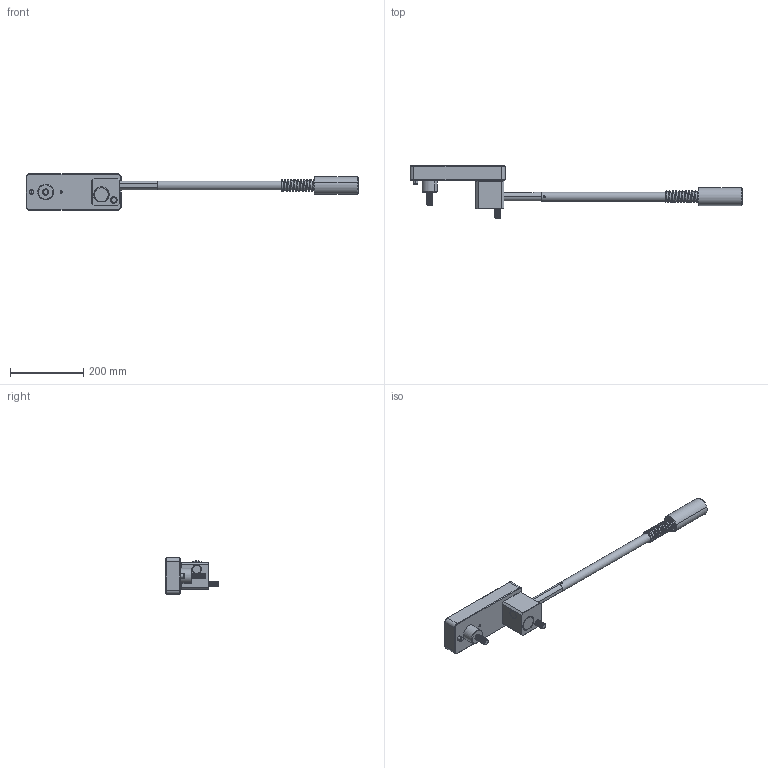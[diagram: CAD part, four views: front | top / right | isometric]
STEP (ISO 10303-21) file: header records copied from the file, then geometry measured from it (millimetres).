
FILE_DESCRIPTION (( 'STEP AP214' ), '1' );
FILE_NAME ('as764040.stp', '2025-03-05T15:31:57', ( '' ), ( '' ), 'SwSTEP 2.0', 'SolidWorks 2021', '' );
FILE_SCHEMA (( 'AUTOMOTIVE_DESIGN' ));
Length unit declared in the file: millimetre
Products named in the file (19): 9AS764040-DC_SIN PASADOR; 9PB060700; 1DIN9121060_DIN 912 M10 x 50 --- 50C; 9AS764040-D2; AS764040-G_AL46; 3IMAN6X3-150; 9AS764040-B_sin ranuras; 1PCI632526; 9AS764040-E; 9AS764040-C_sin ranuras; 9AS764040-D1; 1PCI6325424; 3MUELLE-AS76_Expandido ; 1PCI63251224; 9AS582430-D4; as764040; 9AS764040-F_DIN 912 M12 x 40 --- 40C; 9AS462025-D3; 9AS764040-A_46
Assembly tree (22 placements, depth 3):
  as764040
    9AS764040-A_46
    9AS764040-B_sin ranuras
    9AS764040-C_sin ranuras
    9AS764040-DC_SIN PASADOR
      9AS764040-D1
      9AS764040-D2
      9AS462025-D3
      9AS582430-D4
      9AS764040-F_DIN 912 M12 x 40 --- 40C
      1PCI632526
      1PCI63251224
      3IMAN6X3-150  x4
      9PB060700
    AS764040-G_AL46
    9AS764040-E
    1DIN9121060_DIN 912 M10 x 50 --- 50C
    3MUELLE-AS76_Expandido 
    9AS764040-F_DIN 912 M12 x 40 --- 40C
    1PCI6325424
Bounding box: 907.5 x 144 x 100 mm (x, y, z)
Volume: 1935631.4 mm3; surface area: 302222.3 mm2
Topology: 21 solids, 21 shells, 1234 faces, 3217 edges, 2101 vertices
Faces by surface type: plane 405, cylinder 368, cone 284, bspline 83, torus 80, sphere 14
Entity records: 65301 total; most frequent: CARTESIAN_POINT 35354, ORIENTED_EDGE 5574, DIRECTION 5103, EDGE_CURVE 2787, VERTEX_POINT 1848, AXIS2_PLACEMENT_3D 1821, VECTOR 1461, LINE 1461
